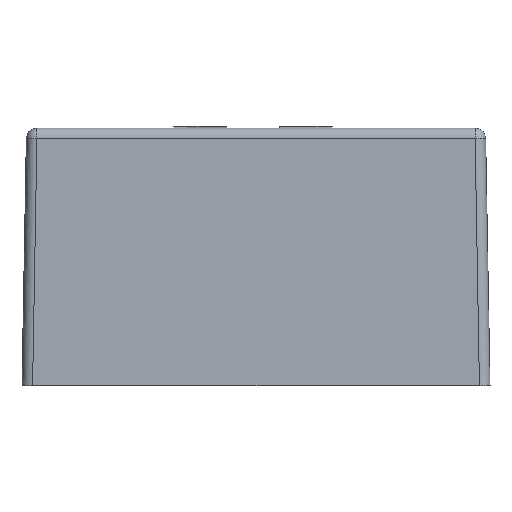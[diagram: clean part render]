
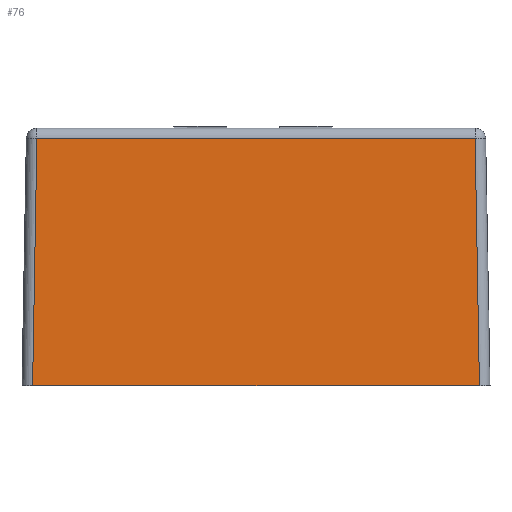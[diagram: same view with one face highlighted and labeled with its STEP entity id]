
A CAD part, left-side view. The second image highlights one B-rep face of the part: STEP entity #76.
In plain terms, the highlighted planar face has unit normal (-1, 0, 0.018).
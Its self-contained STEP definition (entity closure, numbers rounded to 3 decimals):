
#76 = ADVANCED_FACE( '', ( #179 ), #180, .T. );
#179 = FACE_OUTER_BOUND( '', #374, .T. );
#180 = PLANE( '', #375 );
#374 = EDGE_LOOP( '', ( #626, #627, #628, #629 ) );
#375 = AXIS2_PLACEMENT_3D( '', #630, #631, #632 );
#626 = ORIENTED_EDGE( '', *, *, #1397, .T. );
#627 = ORIENTED_EDGE( '', *, *, #1398, .T. );
#628 = ORIENTED_EDGE( '', *, *, #1399, .T. );
#629 = ORIENTED_EDGE( '', *, *, #1400, .T. );
#630 = CARTESIAN_POINT( '', ( -66.3, -66.3, 0. ) );
#631 = DIRECTION( '', ( -1., 0., 0.017 ) );
#632 = DIRECTION( '', ( 0.017, 0., 1. ) );
#1397 = EDGE_CURVE( '', #1681, #1682, #1683, .T. );
#1398 = EDGE_CURVE( '', #1682, #1684, #1685, .F. );
#1399 = EDGE_CURVE( '', #1684, #1686, #1687, .F. );
#1400 = EDGE_CURVE( '', #1686, #1681, #1688, .F. );
#1681 = VERTEX_POINT( '', #2178 );
#1682 = VERTEX_POINT( '', #2179 );
#1683 = LINE( '', #2180, #2181 );
#1684 = VERTEX_POINT( '', #2182 );
#1685 = LINE( '', #2183, #2184 );
#1686 = VERTEX_POINT( '', #2185 );
#1687 = LINE( '', #2186, #2187 );
#1688 = LINE( '', #2188, #2189 );
#2178 = CARTESIAN_POINT( '', ( -66.3, -63.3, 0. ) );
#2179 = CARTESIAN_POINT( '', ( -65.077, -62.078, 70.052 ) );
#2180 = CARTESIAN_POINT( '', ( -66.301, -63.301, -0.052 ) );
#2181 = VECTOR( '', #2692, 1000. );
#2182 = CARTESIAN_POINT( '', ( -65.077, 62.078, 70.052 ) );
#2183 = CARTESIAN_POINT( '', ( -65.077, 62.026, 70.052 ) );
#2184 = VECTOR( '', #2693, 1000. );
#2185 = CARTESIAN_POINT( '', ( -66.3, 63.3, 0. ) );
#2186 = CARTESIAN_POINT( '', ( -66.261, 63.261, 2.261 ) );
#2187 = VECTOR( '', #2694, 1000. );
#2188 = CARTESIAN_POINT( '', ( -66.3, -66.3, 0. ) );
#2189 = VECTOR( '', #2695, 1000. );
#2692 = DIRECTION( '', ( 0.017, 0.017, 1. ) );
#2693 = DIRECTION( '', ( 0., -1., 0. ) );
#2694 = DIRECTION( '', ( 0.017, -0.017, 1. ) );
#2695 = DIRECTION( '', ( 0., 1., 0. ) );
